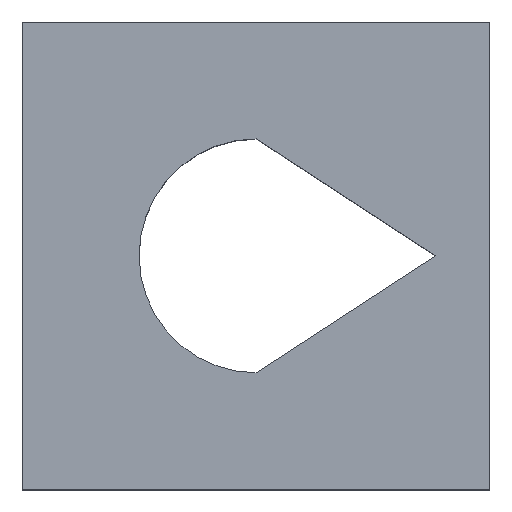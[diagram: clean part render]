
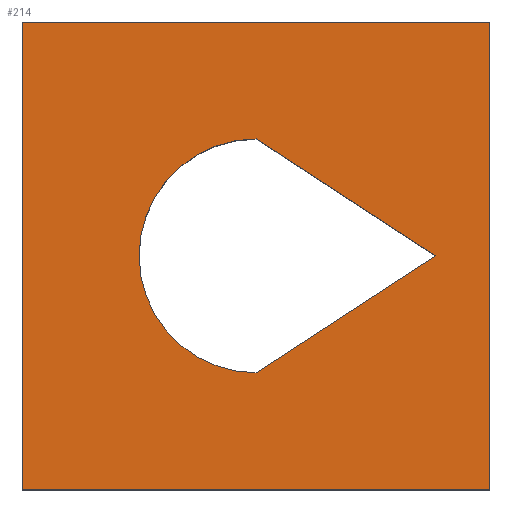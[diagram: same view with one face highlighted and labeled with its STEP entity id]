
A CAD part, top view. The second image highlights one B-rep face of the part: STEP entity #214.
In plain terms, the highlighted planar face has unit normal (0, 0, 1).
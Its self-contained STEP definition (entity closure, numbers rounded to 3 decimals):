
#46=DIRECTION('',(0.,-1.,0.));
#47=VECTOR('',#46,100.);
#48=CARTESIAN_POINT('',(-50.,50.,43.3));
#49=LINE('',#48,#47);
#50=DIRECTION('',(-1.,0.,0.));
#51=VECTOR('',#50,100.);
#52=CARTESIAN_POINT('',(50.,50.,43.3));
#53=LINE('',#52,#51);
#54=DIRECTION('',(0.,1.,0.));
#55=VECTOR('',#54,100.);
#56=CARTESIAN_POINT('',(50.,-50.,43.3));
#57=LINE('',#56,#55);
#58=DIRECTION('',(1.,0.,0.));
#59=VECTOR('',#58,100.);
#60=CARTESIAN_POINT('',(-50.,-50.,43.3));
#61=LINE('',#60,#59);
#62=DIRECTION('',(-0.838,-0.545,0.));
#63=VECTOR('',#62,45.849);
#64=CARTESIAN_POINT('',(38.433,0.,43.3));
#65=LINE('',#64,#63);
#66=DIRECTION('',(0.838,-0.545,0.));
#67=VECTOR('',#66,45.849);
#68=CARTESIAN_POINT('',(0.,25.,43.3));
#69=LINE('',#68,#67);
#70=CARTESIAN_POINT('',(0.,0.,43.3));
#71=DIRECTION('',(0.,0.,-1.));
#72=DIRECTION('',(0.,-1.,0.));
#73=AXIS2_PLACEMENT_3D('',#70,#71,#72);
#101=CARTESIAN_POINT('',(-50.,50.,43.3));
#102=CARTESIAN_POINT('',(-50.,-50.,43.3));
#103=VERTEX_POINT('',#101);
#104=VERTEX_POINT('',#102);
#105=CARTESIAN_POINT('',(50.,-50.,43.3));
#106=VERTEX_POINT('',#105);
#107=CARTESIAN_POINT('',(50.,50.,43.3));
#108=VERTEX_POINT('',#107);
#109=CARTESIAN_POINT('',(38.433,0.,43.3));
#110=CARTESIAN_POINT('',(0.,-25.,43.3));
#111=VERTEX_POINT('',#109);
#112=VERTEX_POINT('',#110);
#113=CARTESIAN_POINT('',(0.,25.,43.3));
#114=VERTEX_POINT('',#113);
#195=CARTESIAN_POINT('',(0.,0.,43.3));
#196=DIRECTION('',(0.,0.,1.));
#197=DIRECTION('',(1.,0.,0.));
#198=AXIS2_PLACEMENT_3D('',#195,#196,#197);
#199=PLANE('',#198);
#200=ORIENTED_EDGE('',*,*,#147,.F.);
#201=ORIENTED_EDGE('',*,*,#162,.F.);
#202=ORIENTED_EDGE('',*,*,#176,.F.);
#203=ORIENTED_EDGE('',*,*,#189,.F.);
#204=EDGE_LOOP('',(#200,#201,#202,#203));
#205=FACE_OUTER_BOUND('',#204,.F.);
#207=ORIENTED_EDGE('',*,*,#206,.F.);
#209=ORIENTED_EDGE('',*,*,#208,.F.);
#211=ORIENTED_EDGE('',*,*,#210,.F.);
#212=EDGE_LOOP('',(#207,#209,#211));
#213=FACE_BOUND('',#212,.F.);
#74=CIRCLE('',#73,25.);
#147=EDGE_CURVE('',#103,#104,#49,.T.);
#162=EDGE_CURVE('',#108,#103,#53,.T.);
#176=EDGE_CURVE('',#106,#108,#57,.T.);
#189=EDGE_CURVE('',#104,#106,#61,.T.);
#206=EDGE_CURVE('',#111,#112,#65,.T.);
#208=EDGE_CURVE('',#114,#111,#69,.T.);
#210=EDGE_CURVE('',#112,#114,#74,.T.);
#214=ADVANCED_FACE('',(#205,#213),#199,.T.);
